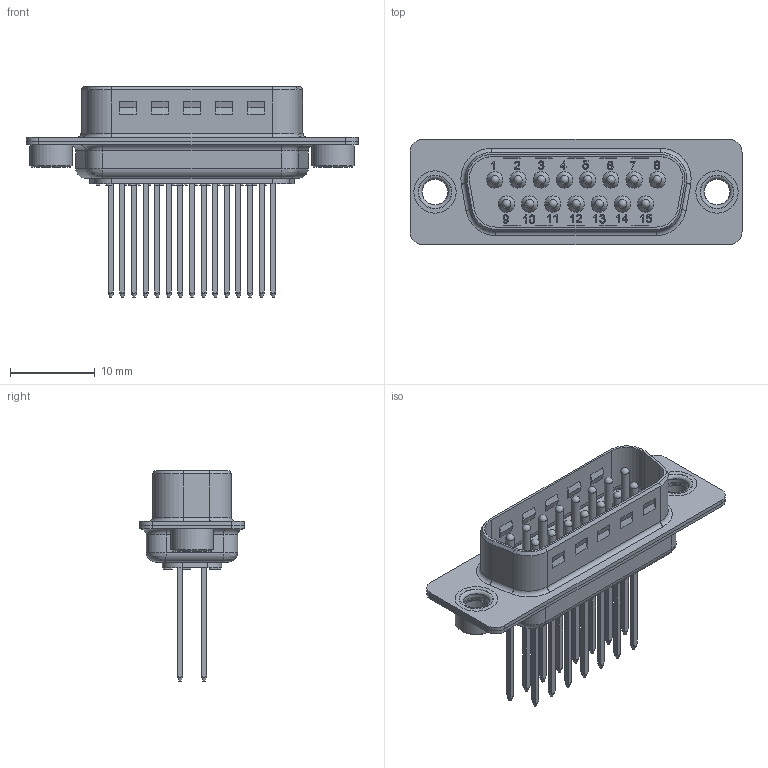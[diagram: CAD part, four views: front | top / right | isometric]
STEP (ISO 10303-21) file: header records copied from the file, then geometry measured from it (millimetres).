
FILE_DESCRIPTION(/* description */ ('DTS15PW3/2M85UN'),/* implementation_level */ '2;1');
FILE_NAME(/* name */ 'K060874.stp',/* time_stamp */ '2022-03-24T14:04:23+01:00',/* author */ ('Milan Zsakai'),/* organization */ (''),/* preprocessor_version */ 'ST-DEVELOPER v18.1',/* originating_system */ 'Autodesk Inventor 2022',/* authorisation */ '');
FILE_SCHEMA (('AUTOMOTIVE_DESIGN { 1 0 10303 214 3 1 1 }'));
Length unit declared in the file: millimetre
Products named in the file (6): K060874; N00403_BG; R+B00076_BG; R+B00153_BG; R+B00147_BG; R+B00108_male_BG
Assembly tree (20 placements, depth 2):
  K060874
    N00403_BG
    R+B00076_BG  x15
    R+B00153_BG
    R+B00147_BG
    R+B00108_male_BG  x2
Bounding box: 39.2 x 12.4 x 24.9 mm (x, y, z)
Volume: 1743.8 mm3; surface area: 5160.1 mm2
Topology: 20 solids, 20 shells, 1156 faces, 2670 edges, 1718 vertices
Faces by surface type: plane 631, cylinder 261, bspline 155, cone 68, torus 26, sphere 15
Full cylindrical faces by diameter (mm): 0.242 x1, 0.281 x1, 0.85 x15, 1 x15, 1.6 x15, 1.602 x30, 1.92 x15, 1.94 x15, 1.96 x30, 2.23 x15, 2.3 x15, 3 x2, 3.1 x2, 3.2 x2, 3.9 x2, 4 x2, 4.06 x2, 4.6 x2, 5 x4
Entity records: 26960 total; most frequent: CARTESIAN_POINT 8464, ORIENTED_EDGE 3916, DIRECTION 3319, EDGE_CURVE 1958, LINE 1343, VECTOR 1343, VERTEX_POINT 1282, AXIS2_PLACEMENT_3D 988
